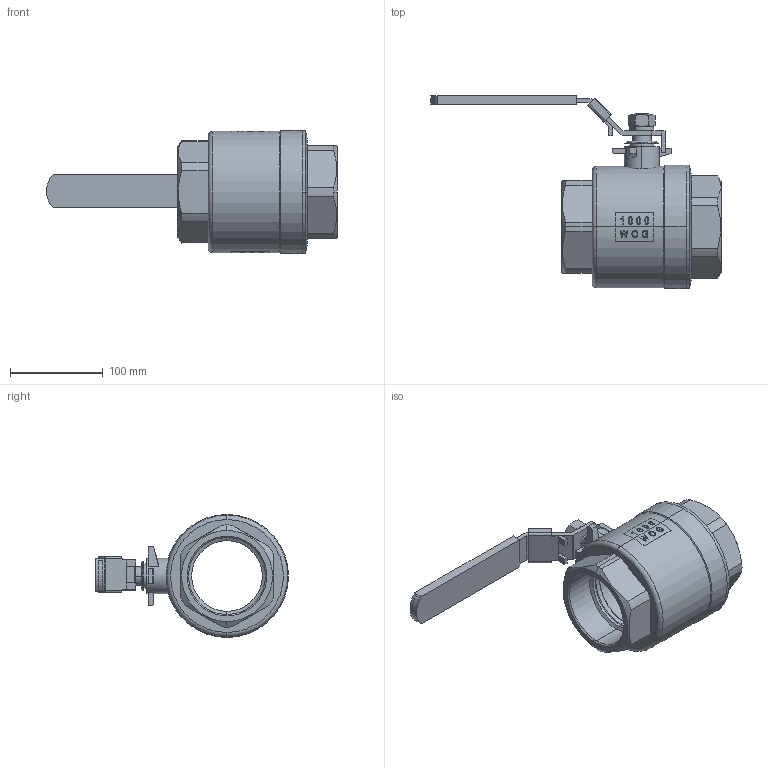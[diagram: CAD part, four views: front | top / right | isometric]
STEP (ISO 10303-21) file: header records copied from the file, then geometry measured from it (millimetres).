
FILE_DESCRIPTION (( 'STEP AP203' ), '1' );
FILE_NAME ('MV-25 DN80-000.STEP', '2022-02-19T07:59:55', ( '' ), ( '' ), 'SwSTEP 2.0', 'SolidWorks 2012', '' );
FILE_SCHEMA (( 'CONFIG_CONTROL_DESIGN' ));
Length unit declared in the file: millimetre
Products named in the file (17): MV-25  DN80-000; MV-25  DN80-KZ; MV-25  DN80-SBT; MV-25  DN80-TD; MV-25  DN80-S; MV-25  DN80-FGM; MV-25  DN80-FZ; MV-25  DN80-G; MV-25  DN80-Q; MV-25  DN80-M; MV-25  DN80-YG; MV-25  DN80-ZT; MV-25  DN80-FG; MV-25  DN80-T; MV-25  DN80-TL(3); MV-25  DN80-TL(2); MV-25  DN80-TL(1)
Assembly tree (17 placements, depth 2):
  MV-25  DN80-000
    MV-25  DN80-T
    MV-25  DN80-TL(1)
    MV-25  DN80-TL(2)
    MV-25  DN80-TL(3)
    MV-25  DN80-YG
    MV-25  DN80-FG
    MV-25  DN80-ZT
    MV-25  DN80-G
    MV-25  DN80-FZ  x2
    MV-25  DN80-Q
    MV-25  DN80-M
    MV-25  DN80-S
    MV-25  DN80-TD
    MV-25  DN80-FGM
    MV-25  DN80-SBT
    MV-25  DN80-KZ
Bounding box: 313.11 x 207.8 x 132.5 mm (x, y, z)
Volume: 1106015.5 mm3; surface area: 323690 mm2
Topology: 17 solids, 17 shells, 667 faces, 1643 edges, 1054 vertices
Faces by surface type: plane 242, cylinder 166, bspline 134, torus 64, cone 59, sphere 2
Entity records: 46143 total; most frequent: CARTESIAN_POINT 30595, ORIENTED_EDGE 3048, DIRECTION 2461, EDGE_CURVE 1524, VERTEX_POINT 986, AXIS2_PLACEMENT_3D 913, EDGE_LOOP 690, VECTOR 635
